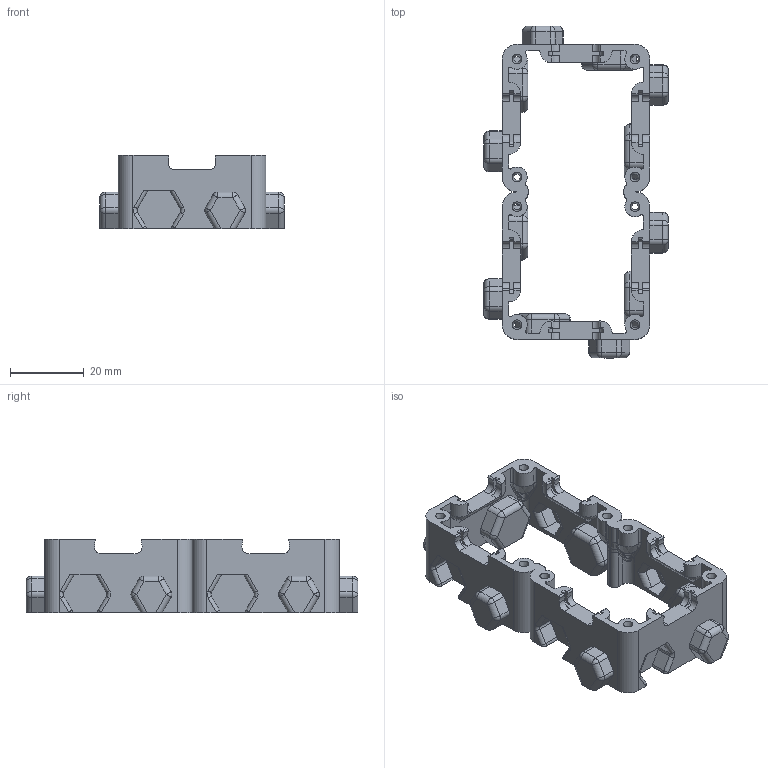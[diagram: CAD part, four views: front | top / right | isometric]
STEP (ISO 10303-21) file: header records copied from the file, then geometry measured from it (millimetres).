
FILE_DESCRIPTION(('FreeCAD Model'),'2;1');
FILE_NAME('Open CASCADE Shape Model','2025-12-08T20:45:56',(''),(''), 'Open CASCADE STEP processor 7.8','FreeCAD','Unknown');
FILE_SCHEMA(('AUTOMOTIVE_DESIGN { 1 0 10303 214 1 1 1 1 }'));
Products named in the file (1): printable-base-1x2-open
Bounding box: 50 x 90 x 20 mm (x, y, z)
Volume: 12455.7 mm3; surface area: 14887.6 mm2
Topology: 1 solids, 1 shells, 759 faces, 2050 edges, 1248 vertices
Faces by surface type: cylinder 354, plane 229, bspline 72, revolution 48, sphere 24, cone 20, torus 12
Full cylindrical faces by diameter (mm): 1.8 x8
Entity records: 41332 total; most frequent: CARTESIAN_POINT 22802, ORIENTED_EDGE 4000, DIRECTION 3868, EDGE_CURVE 2000, AXIS2_PLACEMENT_3D 1404, VERTEX_POINT 1248, LINE 1012, VECTOR 1012
